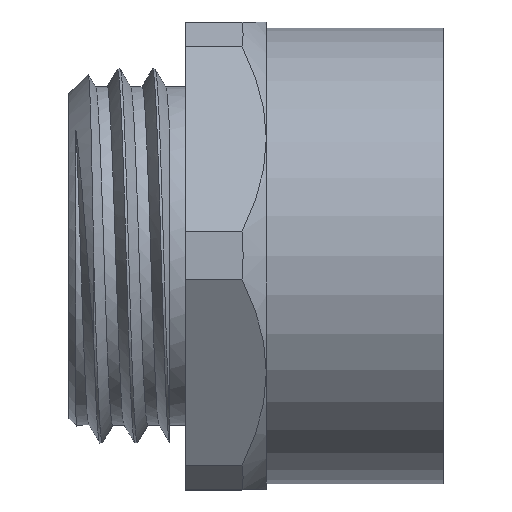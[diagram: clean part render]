
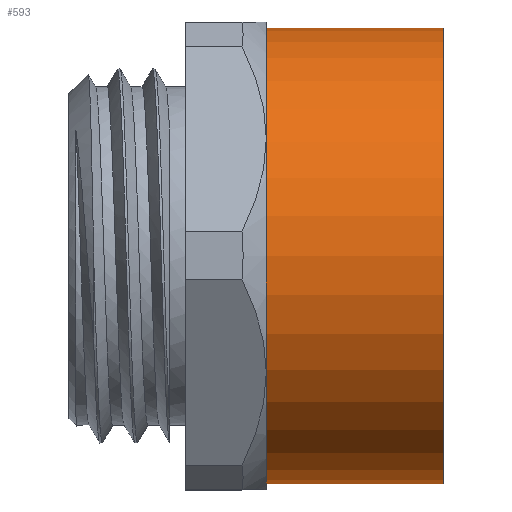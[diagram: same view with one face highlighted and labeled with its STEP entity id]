
A CAD part, top view. The second image highlights one B-rep face of the part: STEP entity #593.
In plain terms, the highlighted cylindrical face has radius 9.75 mm (diameter 19.5 mm), a full revolution.
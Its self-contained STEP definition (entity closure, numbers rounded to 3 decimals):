
#86=CYLINDRICAL_SURFACE('',#658,9.75);
#121=FACE_BOUND('',#209,.T.);
#159=FACE_OUTER_BOUND('',#208,.T.);
#208=EDGE_LOOP('',(#545));
#209=EDGE_LOOP('',(#546));
#228=CIRCLE('',#648,9.75);
#229=CIRCLE('',#650,9.75);
#299=VERTEX_POINT('',#2736);
#300=VERTEX_POINT('',#2739);
#380=EDGE_CURVE('',#299,#299,#228,.T.);
#381=EDGE_CURVE('',#300,#300,#229,.T.);
#545=ORIENTED_EDGE('',*,*,#380,.T.);
#546=ORIENTED_EDGE('',*,*,#381,.F.);
#593=ADVANCED_FACE('',(#159,#121),#86,.T.);
#648=AXIS2_PLACEMENT_3D('',#2737,#777,#778);
#650=AXIS2_PLACEMENT_3D('',#2740,#781,#782);
#658=AXIS2_PLACEMENT_3D('',#2751,#797,#798);
#777=DIRECTION('center_axis',(1.,0.,0.));
#778=DIRECTION('ref_axis',(0.,0.,-1.));
#781=DIRECTION('center_axis',(1.,0.,0.));
#782=DIRECTION('ref_axis',(0.,0.,-1.));
#797=DIRECTION('center_axis',(1.,0.,0.));
#798=DIRECTION('ref_axis',(0.,1.,0.));
#2736=CARTESIAN_POINT('',(-7.56,9.75,0.));
#2737=CARTESIAN_POINT('Origin',(-7.56,0.,0.));
#2739=CARTESIAN_POINT('',(0.,9.75,0.));
#2740=CARTESIAN_POINT('Origin',(0.,0.,0.));
#2751=CARTESIAN_POINT('Origin',(-3.78,0.,0.));
